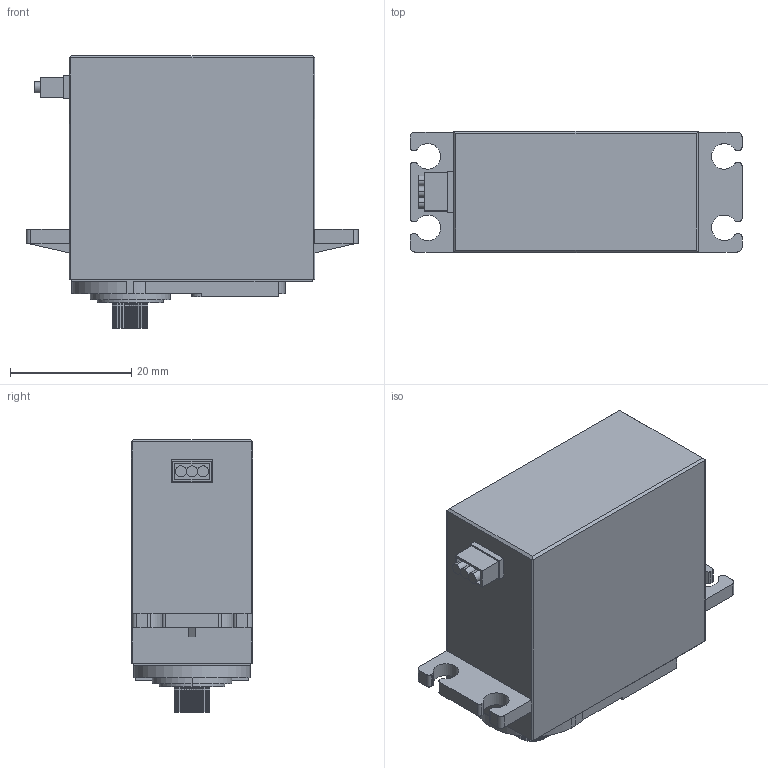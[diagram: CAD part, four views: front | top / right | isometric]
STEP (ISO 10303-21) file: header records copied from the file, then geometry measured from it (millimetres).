
FILE_DESCRIPTION (( 'STEP AP203' ), '1' );
FILE_NAME ('MG995.STEP', '2021-03-09T10:38:17', ( '' ), ( '' ), 'SwSTEP 2.0', 'SolidWorks 2018', '' );
FILE_SCHEMA (( 'CONFIG_CONTROL_DESIGN' ));
Length unit declared in the file: millimetre
Products named in the file (1): MG995
Bounding box: 54.66 x 20 x 44.93 mm (x, y, z)
Volume: 32175.7 mm3; surface area: 7479.7 mm2
Topology: 1 solids, 1 shells, 459 faces, 1275 edges, 849 vertices
Faces by surface type: plane 294, bspline 85, cylinder 80
Entity records: 20554 total; most frequent: CARTESIAN_POINT 9423, ORIENTED_EDGE 2550, DIRECTION 1878, EDGE_CURVE 1275, VECTOR 930, LINE 930, VERTEX_POINT 849, EDGE_LOOP 490
